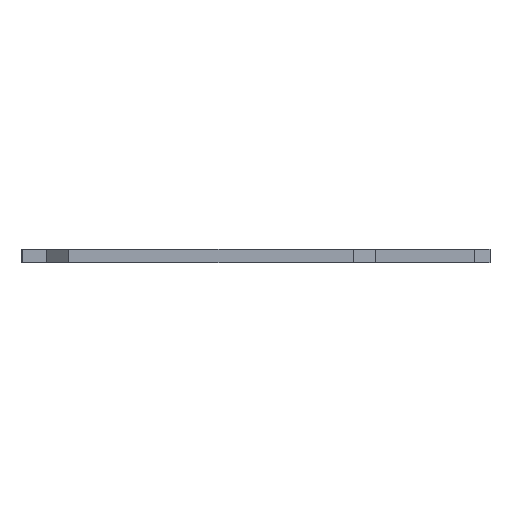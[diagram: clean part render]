
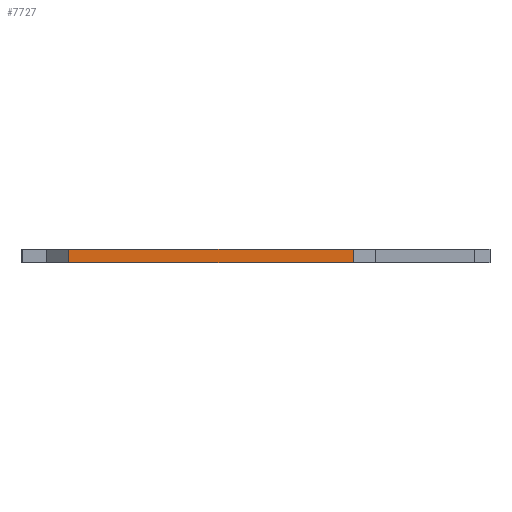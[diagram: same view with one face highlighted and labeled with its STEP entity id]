
A CAD part, left-side view. The second image highlights one B-rep face of the part: STEP entity #7727.
In plain terms, the highlighted planar face has unit normal (-1, -0.001, 0).
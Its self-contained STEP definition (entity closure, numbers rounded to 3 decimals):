
#83 = PLANE('',#84);
#84 = AXIS2_PLACEMENT_3D('',#85,#86,#87);
#85 = CARTESIAN_POINT('',(114.897,-91.105,1.6));
#86 = DIRECTION('',(-0.,-0.,-1.));
#87 = DIRECTION('',(-1.,0.,0.));
#137 = PLANE('',#138);
#138 = AXIS2_PLACEMENT_3D('',#139,#140,#141);
#139 = CARTESIAN_POINT('',(114.897,-91.105,0.));
#140 = DIRECTION('',(-0.,-0.,-1.));
#141 = DIRECTION('',(-1.,0.,0.));
#386 = VERTEX_POINT('',#387);
#387 = CARTESIAN_POINT('',(76.835,-102.21,0.));
#401 = PLANE('',#402);
#402 = AXIS2_PLACEMENT_3D('',#403,#404,#405);
#403 = CARTESIAN_POINT('',(79.375,-104.75,0.));
#404 = DIRECTION('',(-0.707,-0.707,0.));
#405 = DIRECTION('',(-0.707,0.707,0.));
#413 = EDGE_CURVE('',#386,#414,#416,.T.);
#414 = VERTEX_POINT('',#415);
#415 = CARTESIAN_POINT('',(76.81,-69.367,0.));
#416 = SURFACE_CURVE('',#417,(#421,#428),.PCURVE_S1.);
#417 = LINE('',#418,#419);
#418 = CARTESIAN_POINT('',(76.835,-102.21,0.));
#419 = VECTOR('',#420,1.);
#420 = DIRECTION('',(-0.001,1.,0.));
#421 = PCURVE('',#137,#422);
#422 = DEFINITIONAL_REPRESENTATION('',(#423),#427);
#423 = LINE('',#424,#425);
#424 = CARTESIAN_POINT('',(38.062,-11.105));
#425 = VECTOR('',#426,1.);
#426 = DIRECTION('',(0.001,1.));
#427 = ( GEOMETRIC_REPRESENTATION_CONTEXT(2) 
PARAMETRIC_REPRESENTATION_CONTEXT() REPRESENTATION_CONTEXT('2D SPACE',''
  ) );
#428 = PCURVE('',#429,#434);
#429 = PLANE('',#430);
#430 = AXIS2_PLACEMENT_3D('',#431,#432,#433);
#431 = CARTESIAN_POINT('',(76.835,-102.21,0.));
#432 = DIRECTION('',(-1.,-0.001,0.));
#433 = DIRECTION('',(-0.001,1.,0.));
#434 = DEFINITIONAL_REPRESENTATION('',(#435),#439);
#435 = LINE('',#436,#437);
#436 = CARTESIAN_POINT('',(0.,0.));
#437 = VECTOR('',#438,1.);
#438 = DIRECTION('',(1.,0.));
#439 = ( GEOMETRIC_REPRESENTATION_CONTEXT(2) 
PARAMETRIC_REPRESENTATION_CONTEXT() REPRESENTATION_CONTEXT('2D SPACE',''
  ) );
#457 = PLANE('',#458);
#458 = AXIS2_PLACEMENT_3D('',#459,#460,#461);
#459 = CARTESIAN_POINT('',(76.81,-69.367,0.));
#460 = DIRECTION('',(-0.707,0.707,0.));
#461 = DIRECTION('',(0.707,0.707,0.));
#4248 = VERTEX_POINT('',#4249);
#4249 = CARTESIAN_POINT('',(76.835,-102.21,1.6));
#4270 = EDGE_CURVE('',#4248,#4271,#4273,.T.);
#4271 = VERTEX_POINT('',#4272);
#4272 = CARTESIAN_POINT('',(76.81,-69.367,1.6));
#4273 = SURFACE_CURVE('',#4274,(#4278,#4285),.PCURVE_S1.);
#4274 = LINE('',#4275,#4276);
#4275 = CARTESIAN_POINT('',(76.835,-102.21,1.6));
#4276 = VECTOR('',#4277,1.);
#4277 = DIRECTION('',(-0.001,1.,0.));
#4278 = PCURVE('',#83,#4279);
#4279 = DEFINITIONAL_REPRESENTATION('',(#4280),#4284);
#4280 = LINE('',#4281,#4282);
#4281 = CARTESIAN_POINT('',(38.062,-11.105));
#4282 = VECTOR('',#4283,1.);
#4283 = DIRECTION('',(0.001,1.));
#4284 = ( GEOMETRIC_REPRESENTATION_CONTEXT(2) 
PARAMETRIC_REPRESENTATION_CONTEXT() REPRESENTATION_CONTEXT('2D SPACE',''
  ) );
#4285 = PCURVE('',#429,#4286);
#4286 = DEFINITIONAL_REPRESENTATION('',(#4287),#4291);
#4287 = LINE('',#4288,#4289);
#4288 = CARTESIAN_POINT('',(0.,-1.6));
#4289 = VECTOR('',#4290,1.);
#4290 = DIRECTION('',(1.,0.));
#4291 = ( GEOMETRIC_REPRESENTATION_CONTEXT(2) 
PARAMETRIC_REPRESENTATION_CONTEXT() REPRESENTATION_CONTEXT('2D SPACE',''
  ) );
#7679 = EDGE_CURVE('',#386,#4248,#7680,.T.);
#7680 = SURFACE_CURVE('',#7681,(#7685,#7692),.PCURVE_S1.);
#7681 = LINE('',#7682,#7683);
#7682 = CARTESIAN_POINT('',(76.835,-102.21,0.));
#7683 = VECTOR('',#7684,1.);
#7684 = DIRECTION('',(0.,0.,1.));
#7685 = PCURVE('',#401,#7686);
#7686 = DEFINITIONAL_REPRESENTATION('',(#7687),#7691);
#7687 = LINE('',#7688,#7689);
#7688 = CARTESIAN_POINT('',(3.592,0.));
#7689 = VECTOR('',#7690,1.);
#7690 = DIRECTION('',(0.,-1.));
#7691 = ( GEOMETRIC_REPRESENTATION_CONTEXT(2) 
PARAMETRIC_REPRESENTATION_CONTEXT() REPRESENTATION_CONTEXT('2D SPACE',''
  ) );
#7692 = PCURVE('',#429,#7693);
#7693 = DEFINITIONAL_REPRESENTATION('',(#7694),#7698);
#7694 = LINE('',#7695,#7696);
#7695 = CARTESIAN_POINT('',(0.,0.));
#7696 = VECTOR('',#7697,1.);
#7697 = DIRECTION('',(0.,-1.));
#7698 = ( GEOMETRIC_REPRESENTATION_CONTEXT(2) 
PARAMETRIC_REPRESENTATION_CONTEXT() REPRESENTATION_CONTEXT('2D SPACE',''
  ) );
#7727 = ADVANCED_FACE('',(#7728),#429,.T.);
#7728 = FACE_BOUND('',#7729,.T.);
#7729 = EDGE_LOOP('',(#7730,#7731,#7732,#7753));
#7730 = ORIENTED_EDGE('',*,*,#7679,.T.);
#7731 = ORIENTED_EDGE('',*,*,#4270,.T.);
#7732 = ORIENTED_EDGE('',*,*,#7733,.F.);
#7733 = EDGE_CURVE('',#414,#4271,#7734,.T.);
#7734 = SURFACE_CURVE('',#7735,(#7739,#7746),.PCURVE_S1.);
#7735 = LINE('',#7736,#7737);
#7736 = CARTESIAN_POINT('',(76.81,-69.367,0.));
#7737 = VECTOR('',#7738,1.);
#7738 = DIRECTION('',(0.,0.,1.));
#7739 = PCURVE('',#429,#7740);
#7740 = DEFINITIONAL_REPRESENTATION('',(#7741),#7745);
#7741 = LINE('',#7742,#7743);
#7742 = CARTESIAN_POINT('',(32.842,0.));
#7743 = VECTOR('',#7744,1.);
#7744 = DIRECTION('',(0.,-1.));
#7745 = ( GEOMETRIC_REPRESENTATION_CONTEXT(2) 
PARAMETRIC_REPRESENTATION_CONTEXT() REPRESENTATION_CONTEXT('2D SPACE',''
  ) );
#7746 = PCURVE('',#457,#7747);
#7747 = DEFINITIONAL_REPRESENTATION('',(#7748),#7752);
#7748 = LINE('',#7749,#7750);
#7749 = CARTESIAN_POINT('',(0.,0.));
#7750 = VECTOR('',#7751,1.);
#7751 = DIRECTION('',(0.,-1.));
#7752 = ( GEOMETRIC_REPRESENTATION_CONTEXT(2) 
PARAMETRIC_REPRESENTATION_CONTEXT() REPRESENTATION_CONTEXT('2D SPACE',''
  ) );
#7753 = ORIENTED_EDGE('',*,*,#413,.F.);
